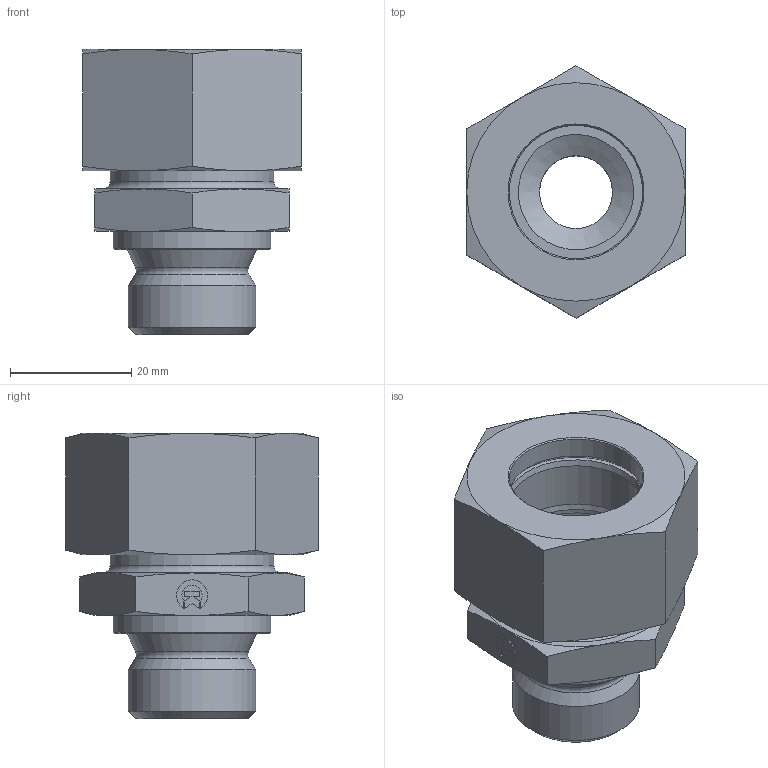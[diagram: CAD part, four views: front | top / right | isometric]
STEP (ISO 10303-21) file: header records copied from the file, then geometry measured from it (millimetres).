
FILE_DESCRIPTION(/* description */ (''),/* implementation_level */ '2;1');
FILE_NAME(/* name */ '044224830.stp',/* time_stamp */ '2019-11-19T09:29:10+01:00',/* author */ ('User'),/* organization */ (''),/* preprocessor_version */ 'ST-DEVELOPER v16.5',/* originating_system */ 'Autodesk Inventor 2017',/* authorisation */ '');
FILE_SCHEMA (('AUTOMOTIVE_DESIGN { 1 0 10303 214 3 1 1 }'));
Length unit declared in the file: millimetre
Products named in the file (4): 044224830; 034 22 4830; 40 122; 391 22 30
Assembly tree (3 placements, depth 2):
  044224830
    034 22 4830
    40 122
    391 22 30
Bounding box: 36.01 x 41.57 x 47 mm (x, y, z)
Volume: 27350.6 mm3; surface area: 13442.9 mm2
Topology: 3 solids, 3 shells, 114 faces, 259 edges, 160 vertices
Faces by surface type: plane 53, cone 41, cylinder 15, torus 5
Full cylindrical faces by diameter (mm): 12 x1, 20.955 x1, 22 x3, 24.3 x1, 26 x1, 27 x2, 27.835 x1, 30 x1
Entity records: 3116 total; most frequent: CARTESIAN_POINT 587, DIRECTION 486, ORIENTED_EDGE 436, EDGE_CURVE 218, AXIS2_PLACEMENT_3D 195, EDGE_LOOP 162, VERTEX_POINT 152, STYLED_ITEM 115
